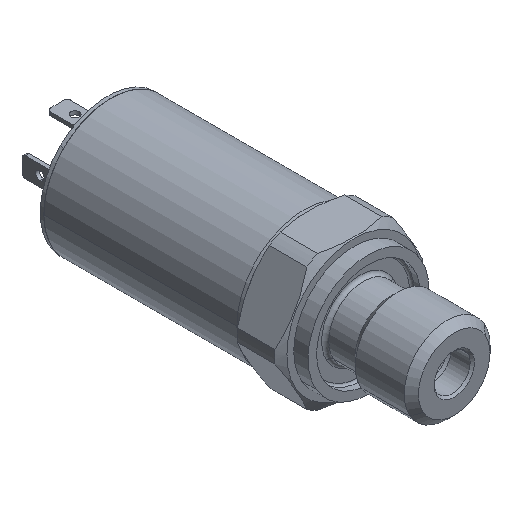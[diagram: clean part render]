
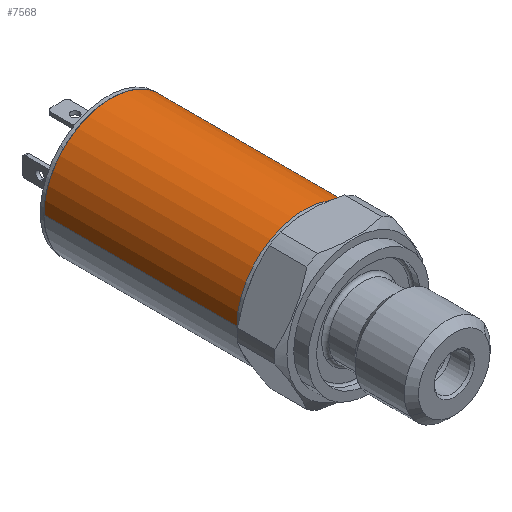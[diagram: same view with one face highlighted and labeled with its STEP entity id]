
A CAD part, isometric view. The second image highlights one B-rep face of the part: STEP entity #7568.
In plain terms, the highlighted cylindrical face has radius 9.4 mm (diameter 18.8 mm), a partial arc.
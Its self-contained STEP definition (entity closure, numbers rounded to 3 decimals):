
#35 = CARTESIAN_POINT ( 'NONE',  ( 9.4, 0., 27. ) ) ;
#567 = CARTESIAN_POINT ( 'NONE',  ( 9.4, 0., 27. ) ) ;
#840 = EDGE_CURVE ( 'NONE', #9247, #13872, #4822, .T. ) ;
#1250 = VECTOR ( 'NONE', #10201, 1000. ) ;
#1389 = DIRECTION ( 'NONE',  ( 0., 0., 1. ) ) ;
#1800 = AXIS2_PLACEMENT_3D ( 'NONE', #3253, #4619, #5906 ) ;
#1842 = CIRCLE ( 'NONE', #6258, 9.4 ) ;
#2225 = ORIENTED_EDGE ( 'NONE', *, *, #16592, .F. ) ;
#3253 = CARTESIAN_POINT ( 'NONE',  ( 0., 0., 27. ) ) ;
#4264 = EDGE_LOOP ( 'NONE', ( #7631, #2225, #4504, #12943 ) ) ;
#4499 = CARTESIAN_POINT ( 'NONE',  ( 0., 0., 0. ) ) ;
#4504 = ORIENTED_EDGE ( 'NONE', *, *, #13080, .T. ) ;
#4619 = DIRECTION ( 'NONE',  ( 0., 0., -1. ) ) ;
#4822 = LINE ( 'NONE', #567, #1250 ) ;
#5215 = LINE ( 'NONE', #10383, #15928 ) ;
#5840 = DIRECTION ( 'NONE',  ( 1., 0., 0. ) ) ;
#5906 = DIRECTION ( 'NONE',  ( -1., 0., 0. ) ) ;
#6258 = AXIS2_PLACEMENT_3D ( 'NONE', #9409, #1389, #10783 ) ;
#7502 = EDGE_CURVE ( 'NONE', #13729, #13872, #11538, .T. ) ;
#7568 = ADVANCED_FACE ( 'NONE', ( #9685 ), #12829, .T. ) ;
#7631 = ORIENTED_EDGE ( 'NONE', *, *, #840, .F. ) ;
#9247 = VERTEX_POINT ( 'NONE', #35 ) ;
#9329 = CARTESIAN_POINT ( 'NONE',  ( 9.4, 0., 0. ) ) ;
#9409 = CARTESIAN_POINT ( 'NONE',  ( 0., 0., 27. ) ) ;
#9685 = FACE_OUTER_BOUND ( 'NONE', #4264, .T. ) ;
#10201 = DIRECTION ( 'NONE',  ( 0., 0., -1. ) ) ;
#10383 = CARTESIAN_POINT ( 'NONE',  ( -9.4, 0., 27. ) ) ;
#10783 = DIRECTION ( 'NONE',  ( 1., 0., 0. ) ) ;
#11538 = CIRCLE ( 'NONE', #12036, 9.4 ) ;
#12036 = AXIS2_PLACEMENT_3D ( 'NONE', #4499, #13880, #5840 ) ;
#12829 = CYLINDRICAL_SURFACE ( 'NONE', #1800, 9.4 ) ;
#12943 = ORIENTED_EDGE ( 'NONE', *, *, #7502, .T. ) ;
#13069 = CARTESIAN_POINT ( 'NONE',  ( -9.4, 0., 27. ) ) ;
#13080 = EDGE_CURVE ( 'NONE', #16447, #13729, #5215, .T. ) ;
#13162 = CARTESIAN_POINT ( 'NONE',  ( -9.4, 0., 0. ) ) ;
#13729 = VERTEX_POINT ( 'NONE', #13162 ) ;
#13872 = VERTEX_POINT ( 'NONE', #9329 ) ;
#13880 = DIRECTION ( 'NONE',  ( 0., 0., 1. ) ) ;
#14435 = DIRECTION ( 'NONE',  ( 0., 0., -1. ) ) ;
#15928 = VECTOR ( 'NONE', #14435, 1000. ) ;
#16447 = VERTEX_POINT ( 'NONE', #13069 ) ;
#16592 = EDGE_CURVE ( 'NONE', #16447, #9247, #1842, .T. ) ;
